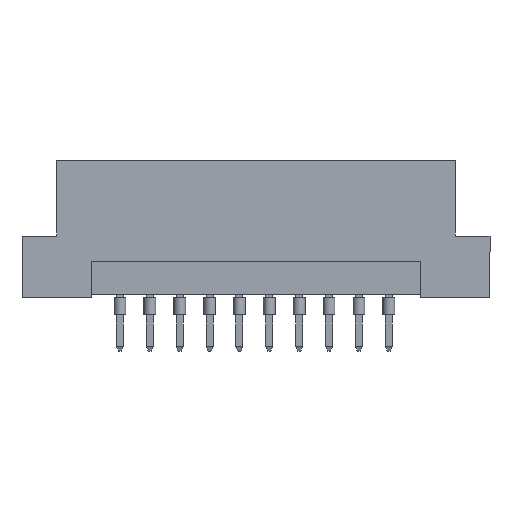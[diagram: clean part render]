
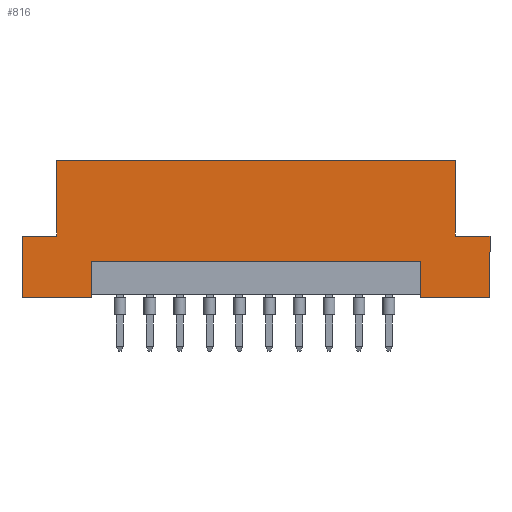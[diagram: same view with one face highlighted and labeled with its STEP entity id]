
A CAD part, front view. The second image highlights one B-rep face of the part: STEP entity #816.
In plain terms, the highlighted planar face has unit normal (0, -1, 0).
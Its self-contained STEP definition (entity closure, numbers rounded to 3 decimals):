
#3 = CARTESIAN_POINT ( 'NONE',  ( -16.94, -4.3, 5.2 ) ) ;
#58 = VERTEX_POINT ( 'NONE', #2398 ) ;
#86 = CARTESIAN_POINT ( 'NONE',  ( -16.94, -4.3, 5.2 ) ) ;
#87 = VECTOR ( 'NONE', #4893, 1000. ) ;
#189 = ORIENTED_EDGE ( 'NONE', *, *, #2583, .T. ) ;
#250 = VERTEX_POINT ( 'NONE', #5236 ) ;
#272 = ORIENTED_EDGE ( 'NONE', *, *, #2636, .F. ) ;
#322 = VERTEX_POINT ( 'NONE', #5230 ) ;
#453 = LINE ( 'NONE', #2107, #4933 ) ;
#586 = VERTEX_POINT ( 'NONE', #86 ) ;
#644 = EDGE_CURVE ( 'NONE', #322, #5268, #2488, .T. ) ;
#670 = ORIENTED_EDGE ( 'NONE', *, *, #1788, .F. ) ;
#804 = CARTESIAN_POINT ( 'NONE',  ( 14., -4.3, 3. ) ) ;
#816 = ADVANCED_FACE ( 'NONE', ( #2558 ), #3316, .F. ) ;
#817 = VERTEX_POINT ( 'NONE', #3418 ) ;
#854 = CARTESIAN_POINT ( 'NONE',  ( 19.9, -4.3, 11.6 ) ) ;
#875 = VERTEX_POINT ( 'NONE', #2507 ) ;
#1081 = CARTESIAN_POINT ( 'NONE',  ( 14., -4.3, 0.2 ) ) ;
#1116 = VECTOR ( 'NONE', #2947, 1000. ) ;
#1201 = ORIENTED_EDGE ( 'NONE', *, *, #4427, .T. ) ;
#1211 = EDGE_LOOP ( 'NONE', ( #189, #2294, #1499, #272, #3792, #1201, #3820, #670, #5064, #4502, #1947, #1286 ) ) ;
#1264 = CARTESIAN_POINT ( 'NONE',  ( 19.9, -4.3, 0. ) ) ;
#1282 = DIRECTION ( 'NONE',  ( 1., 0., 0. ) ) ;
#1286 = ORIENTED_EDGE ( 'NONE', *, *, #2297, .F. ) ;
#1386 = VECTOR ( 'NONE', #4965, 1000. ) ;
#1499 = ORIENTED_EDGE ( 'NONE', *, *, #4328, .T. ) ;
#1659 = DIRECTION ( 'NONE',  ( 0., 0., 1. ) ) ;
#1679 = LINE ( 'NONE', #4540, #87 ) ;
#1759 = CARTESIAN_POINT ( 'NONE',  ( -14., -4.3, 3. ) ) ;
#1788 = EDGE_CURVE ( 'NONE', #586, #3749, #3718, .T. ) ;
#1821 = VERTEX_POINT ( 'NONE', #3917 ) ;
#1947 = ORIENTED_EDGE ( 'NONE', *, *, #3953, .T. ) ;
#2025 = DIRECTION ( 'NONE',  ( 1., 0., 0. ) ) ;
#2085 = EDGE_CURVE ( 'NONE', #875, #586, #1679, .T. ) ;
#2099 = CARTESIAN_POINT ( 'NONE',  ( 19.9, -4.3, 11.6 ) ) ;
#2100 = LINE ( 'NONE', #4886, #3605 ) ;
#2107 = CARTESIAN_POINT ( 'NONE',  ( 19.9, -4.3, 11.6 ) ) ;
#2256 = VECTOR ( 'NONE', #2025, 1000. ) ;
#2294 = ORIENTED_EDGE ( 'NONE', *, *, #4713, .F. ) ;
#2297 = EDGE_CURVE ( 'NONE', #2777, #1821, #4260, .T. ) ;
#2398 = CARTESIAN_POINT ( 'NONE',  ( 14., -4.3, 0. ) ) ;
#2399 = CARTESIAN_POINT ( 'NONE',  ( -16.94, -4.3, 11.6 ) ) ;
#2424 = DIRECTION ( 'NONE',  ( 0., 0., 1. ) ) ;
#2427 = VECTOR ( 'NONE', #2658, 1000. ) ;
#2488 = LINE ( 'NONE', #3390, #3001 ) ;
#2507 = CARTESIAN_POINT ( 'NONE',  ( -19.9, -4.3, 5.2 ) ) ;
#2558 = FACE_OUTER_BOUND ( 'NONE', #1211, .T. ) ;
#2583 = EDGE_CURVE ( 'NONE', #2777, #5239, #3254, .T. ) ;
#2636 = EDGE_CURVE ( 'NONE', #5268, #817, #453, .T. ) ;
#2658 = DIRECTION ( 'NONE',  ( 0., 0., -1. ) ) ;
#2710 = CARTESIAN_POINT ( 'NONE',  ( -19.9, -4.3, 11.6 ) ) ;
#2768 = VERTEX_POINT ( 'NONE', #3830 ) ;
#2777 = VERTEX_POINT ( 'NONE', #1759 ) ;
#2880 = EDGE_CURVE ( 'NONE', #875, #250, #4420, .T. ) ;
#2947 = DIRECTION ( 'NONE',  ( 1., 0., 0. ) ) ;
#2988 = DIRECTION ( 'NONE',  ( -1., 0., 0. ) ) ;
#3001 = VECTOR ( 'NONE', #4139, 1000. ) ;
#3023 = EDGE_CURVE ( 'NONE', #3749, #2768, #5284, .T. ) ;
#3167 = LINE ( 'NONE', #1081, #3702 ) ;
#3254 = LINE ( 'NONE', #5313, #1116 ) ;
#3262 = AXIS2_PLACEMENT_3D ( 'NONE', #854, #4205, #2988 ) ;
#3316 = PLANE ( 'NONE',  #3262 ) ;
#3390 = CARTESIAN_POINT ( 'NONE',  ( 19.9, -4.3, 5.2 ) ) ;
#3418 = CARTESIAN_POINT ( 'NONE',  ( 19.9, -4.3, 0. ) ) ;
#3605 = VECTOR ( 'NONE', #2424, 1000. ) ;
#3693 = CARTESIAN_POINT ( 'NONE',  ( 19.9, -4.3, 0. ) ) ;
#3702 = VECTOR ( 'NONE', #4354, 1000. ) ;
#3717 = VECTOR ( 'NONE', #4624, 1000. ) ;
#3718 = LINE ( 'NONE', #3, #3876 ) ;
#3734 = LINE ( 'NONE', #1264, #2256 ) ;
#3749 = VERTEX_POINT ( 'NONE', #2399 ) ;
#3756 = DIRECTION ( 'NONE',  ( 0., 0., -1. ) ) ;
#3792 = ORIENTED_EDGE ( 'NONE', *, *, #644, .F. ) ;
#3820 = ORIENTED_EDGE ( 'NONE', *, *, #3023, .F. ) ;
#3830 = CARTESIAN_POINT ( 'NONE',  ( 16.94, -4.3, 11.6 ) ) ;
#3876 = VECTOR ( 'NONE', #1659, 1000. ) ;
#3917 = CARTESIAN_POINT ( 'NONE',  ( -14., -4.3, 0. ) ) ;
#3953 = EDGE_CURVE ( 'NONE', #250, #1821, #3734, .T. ) ;
#4139 = DIRECTION ( 'NONE',  ( 1., 0., 0. ) ) ;
#4205 = DIRECTION ( 'NONE',  ( 0., 1., 0. ) ) ;
#4260 = LINE ( 'NONE', #5100, #3717 ) ;
#4328 = EDGE_CURVE ( 'NONE', #58, #817, #5337, .T. ) ;
#4354 = DIRECTION ( 'NONE',  ( 0., 0., 1. ) ) ;
#4420 = LINE ( 'NONE', #2710, #2427 ) ;
#4427 = EDGE_CURVE ( 'NONE', #322, #2768, #2100, .T. ) ;
#4489 = CARTESIAN_POINT ( 'NONE',  ( 19.9, -4.3, 5.2 ) ) ;
#4502 = ORIENTED_EDGE ( 'NONE', *, *, #2880, .T. ) ;
#4540 = CARTESIAN_POINT ( 'NONE',  ( -19.9, -4.3, 5.2 ) ) ;
#4624 = DIRECTION ( 'NONE',  ( 0., 0., -1. ) ) ;
#4645 = VECTOR ( 'NONE', #1282, 1000. ) ;
#4713 = EDGE_CURVE ( 'NONE', #58, #5239, #3167, .T. ) ;
#4886 = CARTESIAN_POINT ( 'NONE',  ( 16.94, -4.3, 5.2 ) ) ;
#4893 = DIRECTION ( 'NONE',  ( 1., 0., 0. ) ) ;
#4933 = VECTOR ( 'NONE', #3756, 1000. ) ;
#4965 = DIRECTION ( 'NONE',  ( 1., 0., 0. ) ) ;
#5064 = ORIENTED_EDGE ( 'NONE', *, *, #2085, .F. ) ;
#5100 = CARTESIAN_POINT ( 'NONE',  ( -14., -4.3, 0.2 ) ) ;
#5230 = CARTESIAN_POINT ( 'NONE',  ( 16.94, -4.3, 5.2 ) ) ;
#5236 = CARTESIAN_POINT ( 'NONE',  ( -19.9, -4.3, 0. ) ) ;
#5239 = VERTEX_POINT ( 'NONE', #804 ) ;
#5268 = VERTEX_POINT ( 'NONE', #4489 ) ;
#5284 = LINE ( 'NONE', #2099, #1386 ) ;
#5313 = CARTESIAN_POINT ( 'NONE',  ( -14., -4.3, 3. ) ) ;
#5337 = LINE ( 'NONE', #3693, #4645 ) ;
